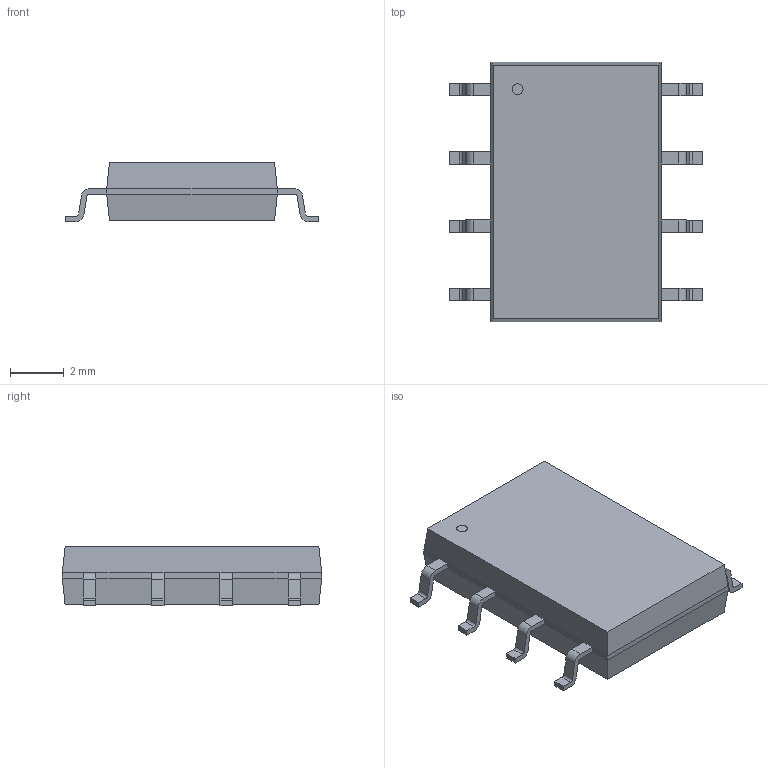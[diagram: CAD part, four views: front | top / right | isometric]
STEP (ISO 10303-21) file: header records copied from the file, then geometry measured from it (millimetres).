
FILE_DESCRIPTION(/* description */ ('model of IXYS_Flatpak-8_6.3x9.7mm_P2.54mm'),/* implementation_level */ '2;1');
FILE_NAME(/* name */ 'IXYS_Flatpak-8_6.3x9.7mm_P2.54mm.step',/* time_stamp */ '1970-01-01T00:00:00',/* author */ ('KiCAD','kicad'),/* organization */ ('OCCT'),/* preprocessor_version */ '',/* originating_system */ 'KiCAD',/* authorisation */ '');
FILE_SCHEMA(('AUTOMOTIVE_DESIGN { 1 0 10303 214 1 1 1 1 }'));
Length unit declared in the file: millimetre
Products named in the file (1): IXYS_Flatpak-8_6.3x9.7mm_P2.54mm
Bounding box: 9.4 x 9.65 x 2.21 mm (x, y, z)
Volume: 130.8 mm3; surface area: 208.8 mm2
Topology: 1 solids, 1 shells, 135 faces, 361 edges, 229 vertices
Faces by surface type: plane 95, cylinder 32, bspline 8
Entity records: 2702 total; most frequent: ORIENTED_EDGE 585, EDGE_CURVE 361, CARTESIAN_POINT 312, VERTEX_POINT 229, LINE 228, AXIS2_PLACEMENT_3D 166, FACE_BOUND 136, ADVANCED_FACE 135
